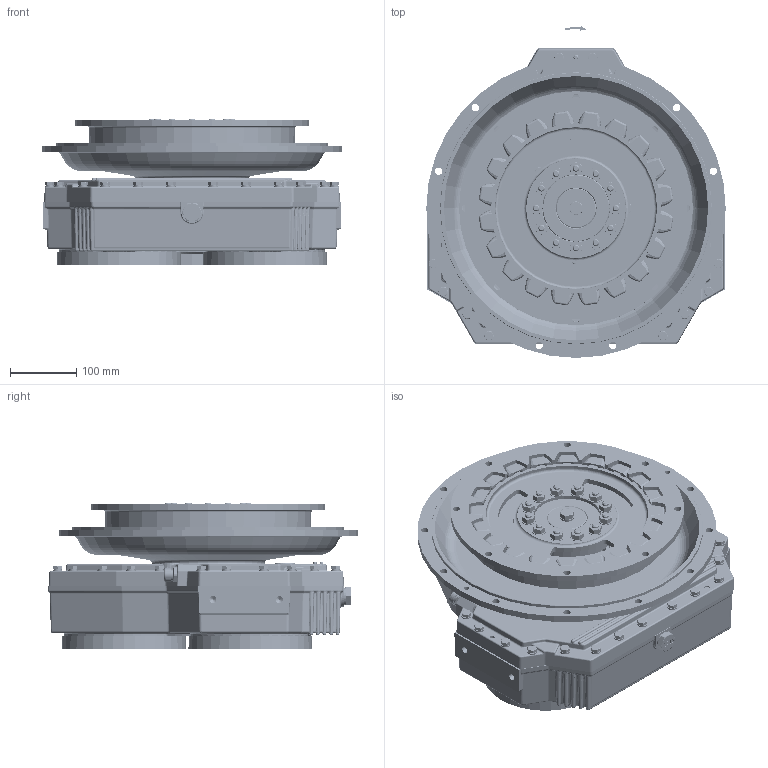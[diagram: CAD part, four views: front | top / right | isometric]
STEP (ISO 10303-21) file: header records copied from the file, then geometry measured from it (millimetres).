
FILE_DESCRIPTION (( 'STEP AP214' ), '1' );
FILE_NAME ('1029021B.STEP', '2016-06-28T11:50:45', ( '' ), ( '' ), 'SwSTEP 2.0', 'SolidWorks 2007', '' );
FILE_SCHEMA (( 'AUTOMOTIVE_DESIGN' ));
Length unit declared in the file: millimetre
Products named in the file (7): IT1071048B_rev02-installation; IT1041031_rev00-installation; ITam320-002_rev00-installation; IT2021180_rev06-installation; ITB00210000_rev01-installation; ITam216-001_rev01-installation; 1029021B
Assembly tree (10 placements, depth 2):
  1029021B
    IT2021180_rev06-installation  x3
    ITB00210000_rev01-installation
    ITam216-001_rev01-installation
    IT1041031_rev00-installation  x3
    IT1071048B_rev02-installation
    ITam320-002_rev00-installation
Bounding box: 451 x 500.04 x 220.9 mm (x, y, z)
Volume: 5952977.5 mm3; surface area: 2590983.4 mm2
Topology: 47 solids, 159 shells, 8326 faces, 20986 edges, 13224 vertices
Faces by surface type: plane 3031, cylinder 2741, bspline 1385, cone 651, torus 488, sphere 30
Entity records: 339743 total; most frequent: CARTESIAN_POINT 114317, ORIENTED_EDGE 32887, DIRECTION 29604, EDGE_CURVE 16450, AXIS2_PLACEMENT_3D 11168, VERTEX_POINT 10364, EDGE_LOOP 7286, VECTOR 7268
